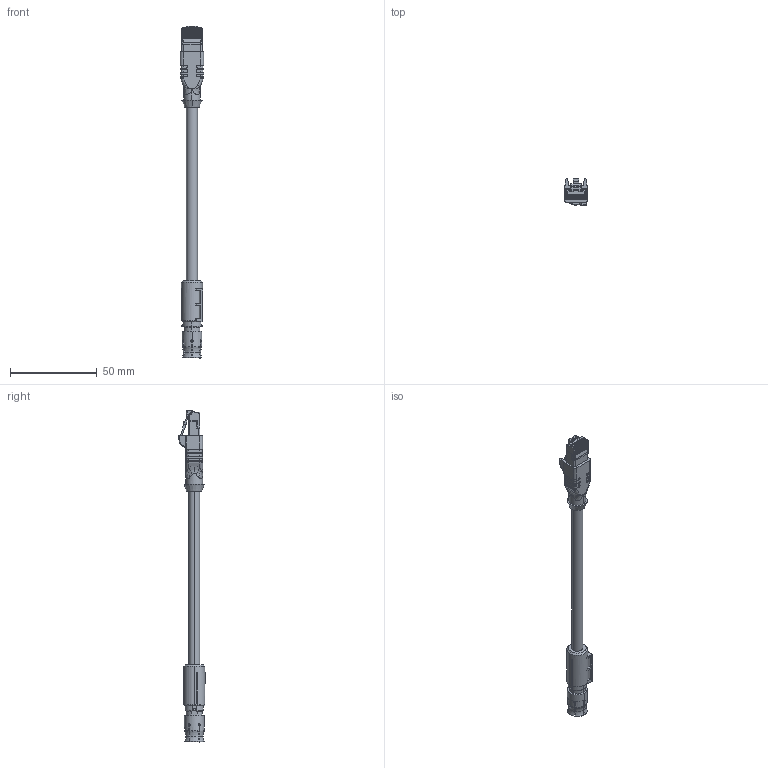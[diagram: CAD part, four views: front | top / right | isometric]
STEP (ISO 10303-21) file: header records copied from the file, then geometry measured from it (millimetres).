
FILE_DESCRIPTION(('CATIA V5 STEP Exchange','CAx-IF Rec.Pracs.--- Model Styling and Organization---1.4--- 2014-01-23'),'2;1');
FILE_NAME ('250771-3_0_2451080150_2451080150.stp','2020-07-28T11:55:00+00:00',('none'),('Weidmueller'),'CATIA Version 5-6 Release 2016 SP3 HF44','CATIA V5 STEP AP214','none');
FILE_SCHEMA(('AUTOMOTIVE_DESIGN { 1 0 10303 214 1 1 1 1 }'));
Length unit declared in the file: millimetre
Products named in the file (1): 2451080150
Bounding box: 13.3 x 15.08 x 191.2 mm (x, y, z)
Volume: 11941.9 mm3; surface area: 8073.1 mm2
Topology: 6 solids, 14 shells, 982 faces, 2595 edges, 1644 vertices
Faces by surface type: plane 436, cylinder 303, torus 104, bspline 57, extrusion 55, cone 17, sphere 10
Entity records: 32435 total; most frequent: CARTESIAN_POINT 9965, ORIENTED_EDGE 5174, DIRECTION 3708, EDGE_CURVE 2587, VERTEX_POINT 1644, VECTOR 1495, LINE 1440, AXIS2_PLACEMENT_3D 1358
